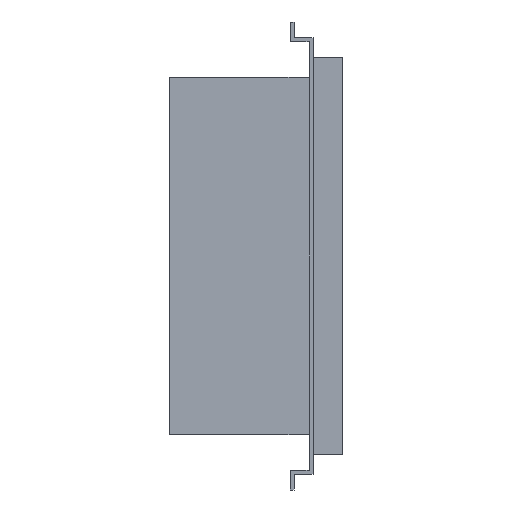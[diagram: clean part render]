
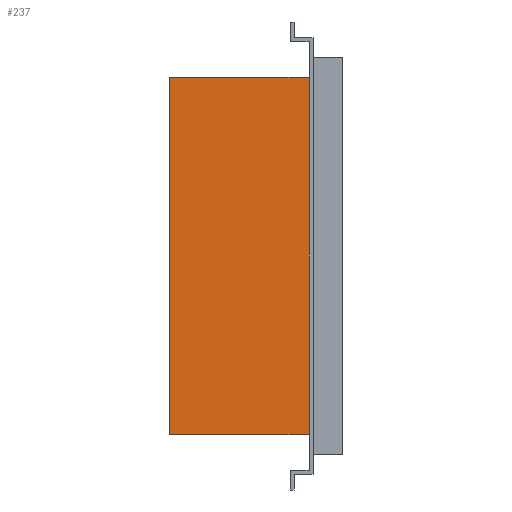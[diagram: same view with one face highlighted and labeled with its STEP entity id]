
A CAD part, left-side view. The second image highlights one B-rep face of the part: STEP entity #237.
In plain terms, the highlighted planar face has unit normal (-1, 0, 0).
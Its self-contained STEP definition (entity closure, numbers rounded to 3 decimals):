
#2 = ORIENTED_EDGE ( 'NONE', *, *, #25, .F. ) ;
#14 = VECTOR ( 'NONE', #201, 1000. ) ;
#25 = EDGE_CURVE ( 'NONE', #419, #420, #596, .T. ) ;
#43 = EDGE_CURVE ( 'NONE', #113, #419, #620, .T. ) ;
#45 = EDGE_CURVE ( 'NONE', #625, #420, #780, .T. ) ;
#47 = CARTESIAN_POINT ( 'NONE',  ( -72.018, 73., -0.535 ) ) ;
#67 = ORIENTED_EDGE ( 'NONE', *, *, #45, .T. ) ;
#83 = CARTESIAN_POINT ( 'NONE',  ( -72.018, 73., -182.535 ) ) ;
#113 = VERTEX_POINT ( 'NONE', #83 ) ;
#118 = AXIS2_PLACEMENT_3D ( 'NONE', #513, #828, #197 ) ;
#197 = DIRECTION ( 'NONE',  ( 0., 0., -1. ) ) ;
#201 = DIRECTION ( 'NONE',  ( 0., 0., 1. ) ) ;
#218 = VECTOR ( 'NONE', #881, 1000. ) ;
#237 = ADVANCED_FACE ( 'NONE', ( #441 ), #886, .F. ) ;
#258 = ORIENTED_EDGE ( 'NONE', *, *, #43, .F. ) ;
#275 = EDGE_LOOP ( 'NONE', ( #67, #2, #258, #289 ) ) ;
#278 = EDGE_CURVE ( 'NONE', #113, #625, #819, .T. ) ;
#280 = CARTESIAN_POINT ( 'NONE',  ( -72.018, 2., -182.535 ) ) ;
#289 = ORIENTED_EDGE ( 'NONE', *, *, #278, .T. ) ;
#291 = CARTESIAN_POINT ( 'NONE',  ( -72.018, 2., -0.535 ) ) ;
#366 = VECTOR ( 'NONE', #760, 1000. ) ;
#419 = VERTEX_POINT ( 'NONE', #526 ) ;
#420 = VERTEX_POINT ( 'NONE', #291 ) ;
#441 = FACE_OUTER_BOUND ( 'NONE', #275, .T. ) ;
#502 = CARTESIAN_POINT ( 'NONE',  ( -72.018, 2., 0. ) ) ;
#513 = CARTESIAN_POINT ( 'NONE',  ( -72.018, 73., 0. ) ) ;
#526 = CARTESIAN_POINT ( 'NONE',  ( -72.018, 73., -0.535 ) ) ;
#596 = LINE ( 'NONE', #47, #366 ) ;
#607 = CARTESIAN_POINT ( 'NONE',  ( -72.018, 73., -182.535 ) ) ;
#620 = LINE ( 'NONE', #648, #14 ) ;
#625 = VERTEX_POINT ( 'NONE', #280 ) ;
#633 = VECTOR ( 'NONE', #851, 1000. ) ;
#648 = CARTESIAN_POINT ( 'NONE',  ( -72.018, 73., 0. ) ) ;
#760 = DIRECTION ( 'NONE',  ( 0., -1., 0. ) ) ;
#780 = LINE ( 'NONE', #502, #218 ) ;
#819 = LINE ( 'NONE', #607, #633 ) ;
#828 = DIRECTION ( 'NONE',  ( 1., 0., 0. ) ) ;
#851 = DIRECTION ( 'NONE',  ( 0., -1., 0. ) ) ;
#881 = DIRECTION ( 'NONE',  ( 0., 0., 1. ) ) ;
#886 = PLANE ( 'NONE',  #118 ) ;
